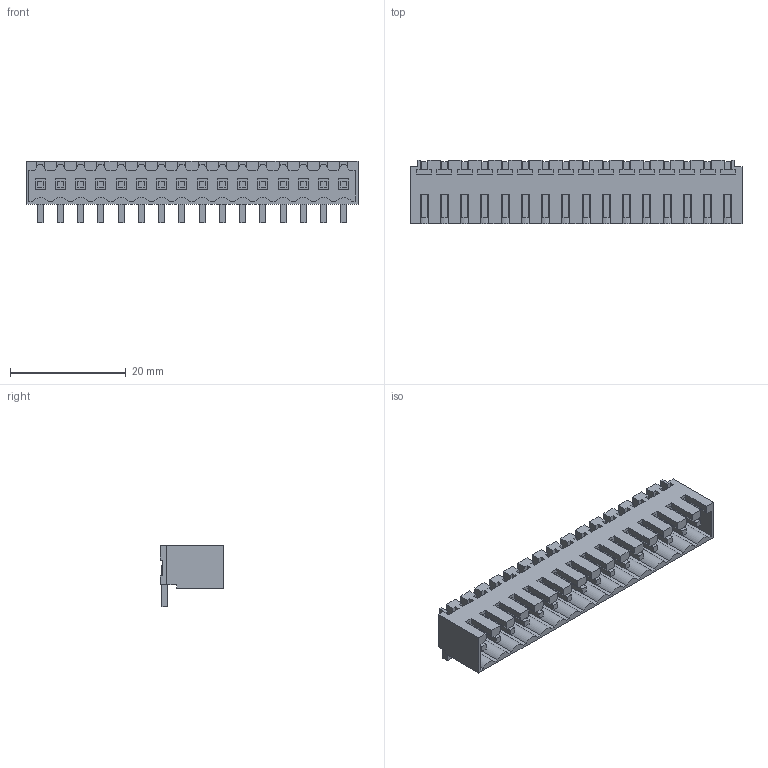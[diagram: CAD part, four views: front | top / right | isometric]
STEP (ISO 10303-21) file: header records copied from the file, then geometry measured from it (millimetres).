
FILE_DESCRIPTION(('CATIA V5 STEP Exchange','CAx-IF Rec.Pracs.--- Model Styling and Organization---1.2---2011-12-15'),'2;1');
FILE_NAME ('D1457193_0_1841770000_1841770000.stp','2018-03-10T11:07:42+00:00',('none'),('Weidmueller'),'CATIA Version 5-6 Release 2014','CATIA V5 STEP AP214','none');
FILE_SCHEMA(('AUTOMOTIVE_DESIGN { 1 0 10303 214 1 1 1 1 }'));
Length unit declared in the file: millimetre
Products named in the file (1): 1841770000
Bounding box: 57.4 x 11.05 x 10.65 mm (x, y, z)
Volume: 1924.3 mm3; surface area: 5327.6 mm2
Topology: 17 solids, 17 shells, 892 faces, 2629 edges, 1787 vertices
Faces by surface type: plane 876, cylinder 16
Entity records: 26724 total; most frequent: ORIENTED_EDGE 5258, CARTESIAN_POINT 4795, DIRECTION 3385, EDGE_CURVE 2629, VECTOR 2597, LINE 2597, VERTEX_POINT 1787, EDGE_LOOP 940
